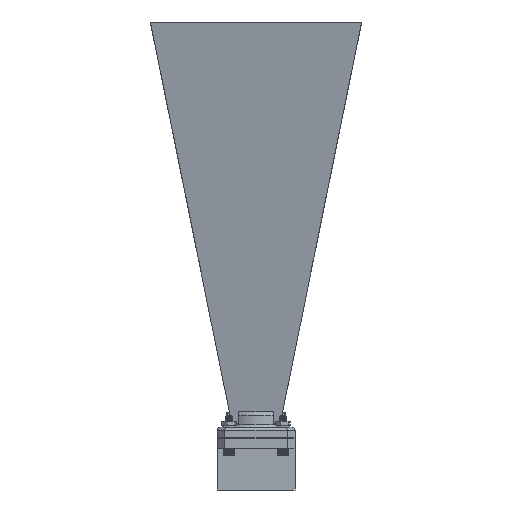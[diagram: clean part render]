
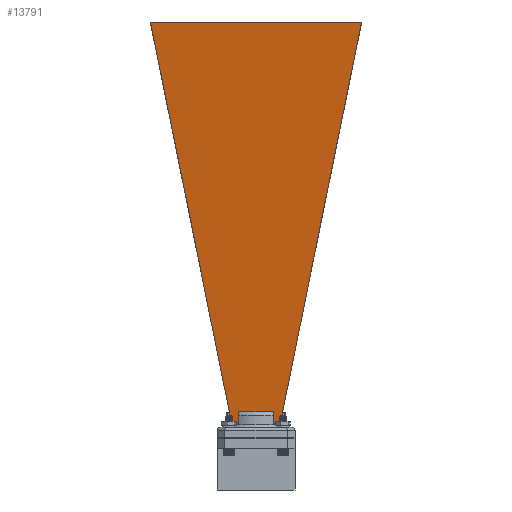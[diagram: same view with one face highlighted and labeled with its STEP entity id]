
A CAD part, front view. The second image highlights one B-rep face of the part: STEP entity #13791.
In plain terms, the highlighted face is planar.
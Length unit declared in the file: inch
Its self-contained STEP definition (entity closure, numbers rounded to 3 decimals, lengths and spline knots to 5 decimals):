
#484 = EDGE_CURVE ( 'NONE', #21855, #7428, #14418, .T. ) ;
#631 = DIRECTION ( 'NONE',  ( 0., -0.986, -0.166 ) ) ;
#808 = EDGE_LOOP ( 'NONE', ( #16716, #14100, #6827, #8774, #18255, #9336, #19632, #15432 ) ) ;
#952 = CARTESIAN_POINT ( 'NONE',  ( 9.16548, 7.98907, 1.552 ) ) ;
#1790 = CARTESIAN_POINT ( 'NONE',  ( 0.332, 0.2835, 0.25135 ) ) ;
#2474 = VECTOR ( 'NONE', #9959, 39.37008 ) ;
#3070 = DIRECTION ( 'NONE',  ( 0., 0.166, -0.986 ) ) ;
#3169 = EDGE_CURVE ( 'NONE', #16058, #12216, #20744, .T. ) ;
#3299 = PLANE ( 'NONE',  #14006 ) ;
#3453 = VECTOR ( 'NONE', #631, 39.37008 ) ;
#4675 = LINE ( 'NONE', #952, #19167 ) ;
#5637 = LINE ( 'NONE', #16381, #22674 ) ;
#5810 = CARTESIAN_POINT ( 'NONE',  ( -1.11035, 0.5, 0.28789 ) ) ;
#5836 = EDGE_CURVE ( 'NONE', #7428, #9192, #6348, .T. ) ;
#6303 = EDGE_CURVE ( 'NONE', #10320, #9192, #18828, .T. ) ;
#6348 = LINE ( 'NONE', #1790, #19285 ) ;
#6799 = VECTOR ( 'NONE', #9098, 39.37008 ) ;
#6827 = ORIENTED_EDGE ( 'NONE', *, *, #15903, .T. ) ;
#6835 = DIRECTION ( 'NONE',  ( 0.196, -0.967, -0.163 ) ) ;
#7043 = CARTESIAN_POINT ( 'NONE',  ( 9.16548, 0.2835, 0.25135 ) ) ;
#7428 = VERTEX_POINT ( 'NONE', #22862 ) ;
#7463 = LINE ( 'NONE', #19740, #6799 ) ;
#7644 = CARTESIAN_POINT ( 'NONE',  ( 0.332, 0.43804, 0.27743 ) ) ;
#8347 = EDGE_CURVE ( 'NONE', #17896, #21855, #19733, .T. ) ;
#8430 = CARTESIAN_POINT ( 'NONE',  ( -0.332, 0.2835, 0.25135 ) ) ;
#8774 = ORIENTED_EDGE ( 'NONE', *, *, #8347, .T. ) ;
#9098 = DIRECTION ( 'NONE',  ( 1., 0., 0. ) ) ;
#9192 = VERTEX_POINT ( 'NONE', #17112 ) ;
#9336 = ORIENTED_EDGE ( 'NONE', *, *, #5836, .T. ) ;
#9647 = VECTOR ( 'NONE', #12919, 39.37008 ) ;
#9959 = DIRECTION ( 'NONE',  ( -0.196, -0.967, -0.163 ) ) ;
#10320 = VERTEX_POINT ( 'NONE', #22541 ) ;
#10329 = FACE_OUTER_BOUND ( 'NONE', #808, .T. ) ;
#11837 = CARTESIAN_POINT ( 'NONE',  ( -0.467, 0.2835, 0.25135 ) ) ;
#12216 = VERTEX_POINT ( 'NONE', #11837 ) ;
#12919 = DIRECTION ( 'NONE',  ( 1., 0., 0. ) ) ;
#13791 = ADVANCED_FACE ( 'NONE', ( #10329 ), #3299, .F. ) ;
#13925 = DIRECTION ( 'NONE',  ( 0., 0.986, 0.166 ) ) ;
#14006 = AXIS2_PLACEMENT_3D ( 'NONE', #7043, #3070, #13925 ) ;
#14100 = ORIENTED_EDGE ( 'NONE', *, *, #22647, .T. ) ;
#14154 = DIRECTION ( 'NONE',  ( 1., 0., 0. ) ) ;
#14418 = LINE ( 'NONE', #7644, #3453 ) ;
#14544 = CARTESIAN_POINT ( 'NONE',  ( 0.332, 0.5, 0.28789 ) ) ;
#14674 = CARTESIAN_POINT ( 'NONE',  ( -2.02978, 7.98907, 1.552 ) ) ;
#15303 = CARTESIAN_POINT ( 'NONE',  ( 0.8015, 1.93282, 0.52974 ) ) ;
#15432 = ORIENTED_EDGE ( 'NONE', *, *, #18645, .T. ) ;
#15903 = EDGE_CURVE ( 'NONE', #20662, #17896, #5637, .T. ) ;
#16058 = VERTEX_POINT ( 'NONE', #14674 ) ;
#16381 = CARTESIAN_POINT ( 'NONE',  ( -0.332, 0.43804, 0.27743 ) ) ;
#16716 = ORIENTED_EDGE ( 'NONE', *, *, #3169, .T. ) ;
#17073 = DIRECTION ( 'NONE',  ( -1., 0., 0. ) ) ;
#17112 = CARTESIAN_POINT ( 'NONE',  ( 0.467, 0.2835, 0.25135 ) ) ;
#17187 = VECTOR ( 'NONE', #6835, 39.37008 ) ;
#17896 = VERTEX_POINT ( 'NONE', #20851 ) ;
#18255 = ORIENTED_EDGE ( 'NONE', *, *, #484, .T. ) ;
#18582 = DIRECTION ( 'NONE',  ( 0., 0.986, 0.166 ) ) ;
#18645 = EDGE_CURVE ( 'NONE', #10320, #16058, #4675, .T. ) ;
#18828 = LINE ( 'NONE', #15303, #2474 ) ;
#19167 = VECTOR ( 'NONE', #17073, 39.37008 ) ;
#19285 = VECTOR ( 'NONE', #14154, 39.37008 ) ;
#19632 = ORIENTED_EDGE ( 'NONE', *, *, #6303, .F. ) ;
#19733 = LINE ( 'NONE', #5810, #9647 ) ;
#19740 = CARTESIAN_POINT ( 'NONE',  ( -0.332, 0.2835, 0.25135 ) ) ;
#20662 = VERTEX_POINT ( 'NONE', #8430 ) ;
#20744 = LINE ( 'NONE', #22860, #17187 ) ;
#20851 = CARTESIAN_POINT ( 'NONE',  ( -0.332, 0.5, 0.28789 ) ) ;
#21855 = VERTEX_POINT ( 'NONE', #14544 ) ;
#22541 = CARTESIAN_POINT ( 'NONE',  ( 2.02978, 7.98907, 1.552 ) ) ;
#22647 = EDGE_CURVE ( 'NONE', #12216, #20662, #7463, .T. ) ;
#22674 = VECTOR ( 'NONE', #18582, 39.37008 ) ;
#22860 = CARTESIAN_POINT ( 'NONE',  ( -0.8015, 1.93282, 0.52974 ) ) ;
#22862 = CARTESIAN_POINT ( 'NONE',  ( 0.332, 0.2835, 0.25135 ) ) ;
